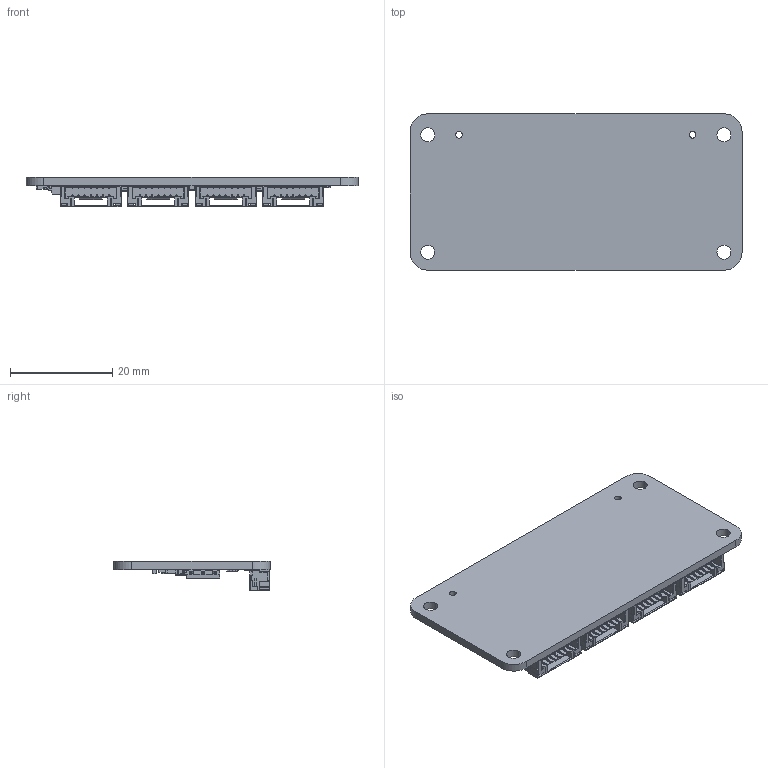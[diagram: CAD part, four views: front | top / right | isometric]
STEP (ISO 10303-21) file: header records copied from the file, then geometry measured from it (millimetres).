
FILE_DESCRIPTION(('FreeCAD Model'),'2;1');
FILE_NAME('hat-zero.step', '2019-07-01T16:58:12',('kicad StepUp'),('ksu MCAD'), 'Open CASCADE STEP processor 7.3','FreeCAD','Unknown');
FILE_SCHEMA(('AUTOMOTIVE_DESIGN { 1 0 10303 214 1 1 1 1 }'));
Length unit declared in the file: millimetre
Products named in the file (43): hat-zero; Board_Geoms; Pcb; Open CASCADE STEP translator 7.3 1.1.1.1; Step_Models; Bot; U202_TSSOP-20_5B6C4061; CP203_Cut_5B6C3E7D; C101_C_0603_5C90B1AD; C102_C_1206_5B6C3E07; C103_C_1206_5B6C3E11; C104_C_0603_5B6C3E1B; C105_C_1206_5B6C3E25; C106_C_0603_5B6C3E2F; C107_C_1206_5B6C3E39; C201_C_0603_5B6C3E43; C202_C_0603_5B6C3E4D; CP201_Cut_5B6C3E5D; CP202_Cut_5B6C3E6D; CP204_Cut_5B6C3E8D; D101_D_0603_blue_5B6C3E9E; L101_R_0805_5B6C3EEF; P201_BrickletConn_7pin_5B6C3F07; P202_BrickletConn_7pin_5B6C3F1A; P203_BrickletConn_7pin_5B6C3F2D; P204_BrickletConn_7pin_5B6C3F40; R101_R_0603_5B6C3F4A; RP102_R_4x0603_5B6C3F6A; RP103_Cut_5C90B573; RP104_Cut_5B6C3F8A; RP106_Cut_5B6C3FAA; RP201_Cut_5B6C3FBA; RP202_Cut_5B6C3FCA; RP203_Cut_5B6C3FDA; RP204_Cut_5B6C3FEA; U101_QFN-24_4x4mm_Pitch0.5mm_5B6C400F; U102_SOT-223_5B6C4027; U201_TSSOP-20_5B6C4044; R102_R_0603_5B70EDAA; R1_R_0402_5C9144F8 ...
Assembly tree (42 placements, depth 4):
  hat-zero
    Board_Geoms
      Pcb
        Open CASCADE STEP translator 7.3 1.1.1.1
    Step_Models
      Bot
        U202_TSSOP-20_5B6C4061
        CP203_Cut_5B6C3E7D
        C101_C_0603_5C90B1AD
        C102_C_1206_5B6C3E07
        C103_C_1206_5B6C3E11
        C104_C_0603_5B6C3E1B
        C105_C_1206_5B6C3E25
        C106_C_0603_5B6C3E2F
        C107_C_1206_5B6C3E39
        C201_C_0603_5B6C3E43
        C202_C_0603_5B6C3E4D
        CP201_Cut_5B6C3E5D
        CP202_Cut_5B6C3E6D
        CP204_Cut_5B6C3E8D
        D101_D_0603_blue_5B6C3E9E
        L101_R_0805_5B6C3EEF
        P201_BrickletConn_7pin_5B6C3F07
        P202_BrickletConn_7pin_5B6C3F1A
        P203_BrickletConn_7pin_5B6C3F2D
        P204_BrickletConn_7pin_5B6C3F40
        R101_R_0603_5B6C3F4A
        RP102_R_4x0603_5B6C3F6A
        RP103_Cut_5C90B573
        RP104_Cut_5B6C3F8A
        RP106_Cut_5B6C3FAA
        RP201_Cut_5B6C3FBA
        RP202_Cut_5B6C3FCA
        RP203_Cut_5B6C3FDA
        RP204_Cut_5B6C3FEA
        U101_QFN-24_4x4mm_Pitch0.5mm_5B6C400F
        U102_SOT-223_5B6C4027
        U201_TSSOP-20_5B6C4044
        R102_R_0603_5B70EDAA
        R1_R_0402_5C9144F8
        R2_R_0402_5C914B40
        R3_R_0402_5C914B4A
        R4_R_0402_5C914B54
Bounding box: 65 x 30.6 x 5.7 mm (x, y, z)
Volume: 3584.9 mm3; surface area: 6596 mm2
Topology: 41 solids, 46 shells, 4714 faces, 13645 edges, 8844 vertices
Faces by surface type: plane 3999, cylinder 561, bspline 138, sphere 16
Full cylindrical faces by diameter (mm): 1.3 x2, 2.75 x4
Entity records: 186226 total; most frequent: CARTESIAN_POINT 28496, ORIENTED_EDGE 27258, DIRECTION 23689, EDGE_CURVE 13629, LINE 12239, VECTOR 12239, VERTEX_POINT 8844, AXIS2_PLACEMENT_3D 5725
